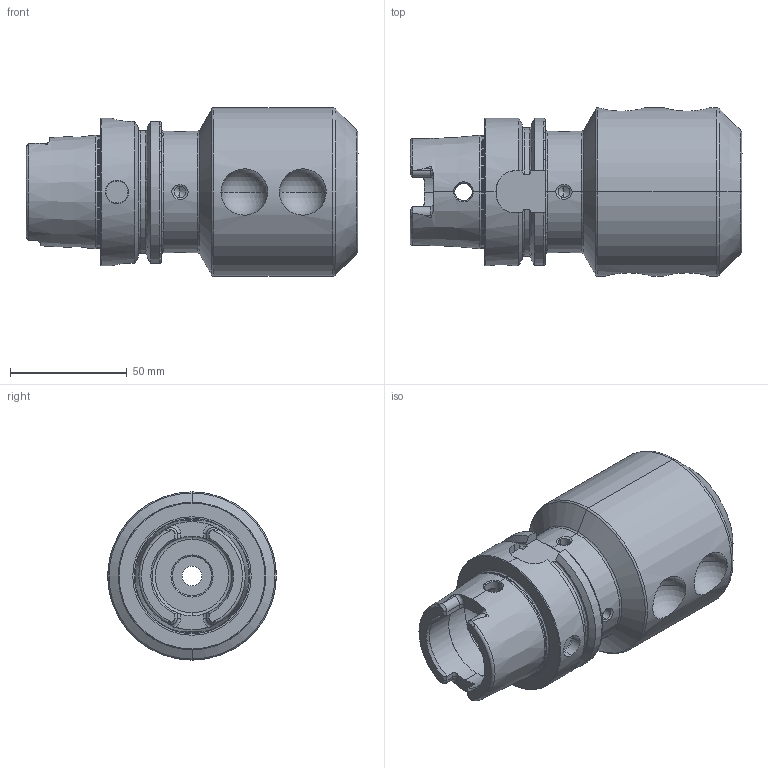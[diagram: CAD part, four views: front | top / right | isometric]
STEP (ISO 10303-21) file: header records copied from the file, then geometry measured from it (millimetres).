
FILE_DESCRIPTION (( 'STEP AP203' ), '1' );
FILE_NAME ('HA6.W32.K21.110.STEP', '2012-12-03T10:59:20', ( 'baer' ), ( 'Hewlett-Packard Company' ), 'SwSTEP 2.0', 'SolidWorks 2012', '' );
FILE_SCHEMA (( 'CONFIG_CONTROL_DESIGN' ));
Length unit declared in the file: millimetre
Products named in the file (4): HA6.W32.K21.110; ERU-CJ3.001.008; W32-ER1.001.020; HA6-W32.K21.110_C_Fertigbearbeitung
Assembly tree (5 placements, depth 2):
  HA6.W32.K21.110
    HA6-W32.K21.110_C_Fertigbearbeitung
    W32-ER1.001.020  x2
    ERU-CJ3.001.008  x2
Bounding box: 142 x 72 x 72 mm (x, y, z)
Volume: 316479.2 mm3; surface area: 57440.3 mm2
Topology: 5 solids, 5 shells, 327 faces, 816 edges, 495 vertices
Faces by surface type: plane 97, cylinder 83, cone 81, torus 46, bspline 16, sphere 4
Entity records: 12044 total; most frequent: CARTESIAN_POINT 5018, ORIENTED_EDGE 1420, DIRECTION 1314, EDGE_CURVE 710, AXIS2_PLACEMENT_3D 533, VERTEX_POINT 441, EDGE_LOOP 311, FACE_OUTER_BOUND 286
